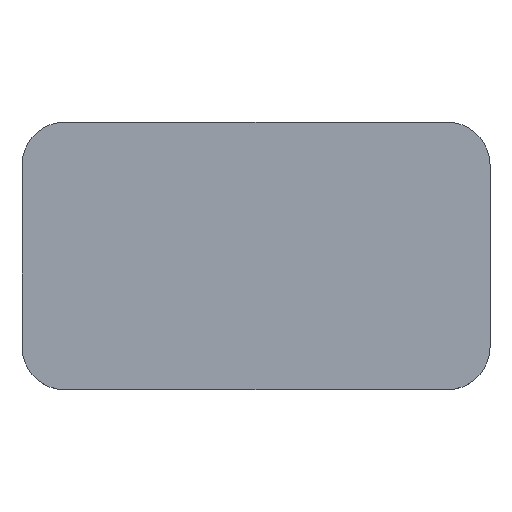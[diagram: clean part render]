
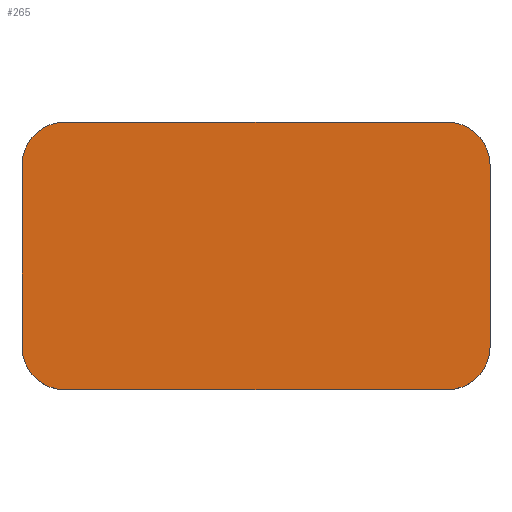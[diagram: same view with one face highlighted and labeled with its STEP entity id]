
A CAD part, top view. The second image highlights one B-rep face of the part: STEP entity #265.
In plain terms, the highlighted planar face has unit normal (0, 0, 1).
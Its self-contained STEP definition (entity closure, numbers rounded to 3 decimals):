
#27=FACE_OUTER_BOUND('',#45,.T.);
#45=EDGE_LOOP('',(#183,#184,#185,#186,#187,#188,#189,#190));
#67=LINE('',#427,#87);
#68=LINE('',#431,#88);
#69=LINE('',#435,#89);
#70=LINE('',#438,#90);
#87=VECTOR('',#337,10.);
#88=VECTOR('',#340,10.);
#89=VECTOR('',#343,10.);
#90=VECTOR('',#346,10.);
#107=CIRCLE('',#298,3.5);
#108=CIRCLE('',#299,3.5);
#109=CIRCLE('',#300,3.5);
#110=CIRCLE('',#301,3.5);
#123=VERTEX_POINT('',#423);
#124=VERTEX_POINT('',#424);
#125=VERTEX_POINT('',#426);
#126=VERTEX_POINT('',#428);
#127=VERTEX_POINT('',#430);
#128=VERTEX_POINT('',#432);
#129=VERTEX_POINT('',#434);
#130=VERTEX_POINT('',#436);
#147=EDGE_CURVE('',#123,#124,#107,.T.);
#148=EDGE_CURVE('',#124,#125,#67,.T.);
#149=EDGE_CURVE('',#125,#126,#108,.T.);
#150=EDGE_CURVE('',#126,#127,#68,.T.);
#151=EDGE_CURVE('',#127,#128,#109,.T.);
#152=EDGE_CURVE('',#128,#129,#69,.T.);
#153=EDGE_CURVE('',#129,#130,#110,.T.);
#154=EDGE_CURVE('',#130,#123,#70,.T.);
#183=ORIENTED_EDGE('',*,*,#147,.T.);
#184=ORIENTED_EDGE('',*,*,#148,.T.);
#185=ORIENTED_EDGE('',*,*,#149,.T.);
#186=ORIENTED_EDGE('',*,*,#150,.T.);
#187=ORIENTED_EDGE('',*,*,#151,.T.);
#188=ORIENTED_EDGE('',*,*,#152,.T.);
#189=ORIENTED_EDGE('',*,*,#153,.T.);
#190=ORIENTED_EDGE('',*,*,#154,.T.);
#255=PLANE('',#297);
#265=ADVANCED_FACE('',(#27),#255,.T.);
#297=AXIS2_PLACEMENT_3D('',#422,#333,#334);
#298=AXIS2_PLACEMENT_3D('',#425,#335,#336);
#299=AXIS2_PLACEMENT_3D('',#429,#338,#339);
#300=AXIS2_PLACEMENT_3D('',#433,#341,#342);
#301=AXIS2_PLACEMENT_3D('',#437,#344,#345);
#333=DIRECTION('center_axis',(0.,0.,1.));
#334=DIRECTION('ref_axis',(1.,0.,0.));
#335=DIRECTION('center_axis',(0.,0.,1.));
#336=DIRECTION('ref_axis',(0.,1.,0.));
#337=DIRECTION('',(0.,-1.,0.));
#338=DIRECTION('center_axis',(0.,0.,1.));
#339=DIRECTION('ref_axis',(-1.,0.,0.));
#340=DIRECTION('',(1.,0.,0.));
#341=DIRECTION('center_axis',(0.,0.,1.));
#342=DIRECTION('ref_axis',(0.,-1.,0.));
#343=DIRECTION('',(0.,1.,0.));
#344=DIRECTION('center_axis',(0.,0.,1.));
#345=DIRECTION('ref_axis',(1.,0.,0.));
#346=DIRECTION('',(-1.,0.,0.));
#422=CARTESIAN_POINT('Origin',(0.,0.,3.1));
#423=CARTESIAN_POINT('',(-15.75,11.,3.1));
#424=CARTESIAN_POINT('',(-19.25,7.5,3.1));
#425=CARTESIAN_POINT('Origin',(-15.75,7.5,3.1));
#426=CARTESIAN_POINT('',(-19.25,-7.5,3.1));
#427=CARTESIAN_POINT('',(-19.25,-7.5,3.1));
#428=CARTESIAN_POINT('',(-15.75,-11.,3.1));
#429=CARTESIAN_POINT('Origin',(-15.75,-7.5,3.1));
#430=CARTESIAN_POINT('',(15.75,-11.,3.1));
#431=CARTESIAN_POINT('',(15.75,-11.,3.1));
#432=CARTESIAN_POINT('',(19.25,-7.5,3.1));
#433=CARTESIAN_POINT('Origin',(15.75,-7.5,3.1));
#434=CARTESIAN_POINT('',(19.25,7.5,3.1));
#435=CARTESIAN_POINT('',(19.25,7.5,3.1));
#436=CARTESIAN_POINT('',(15.75,11.,3.1));
#437=CARTESIAN_POINT('Origin',(15.75,7.5,3.1));
#438=CARTESIAN_POINT('',(-15.75,11.,3.1));
